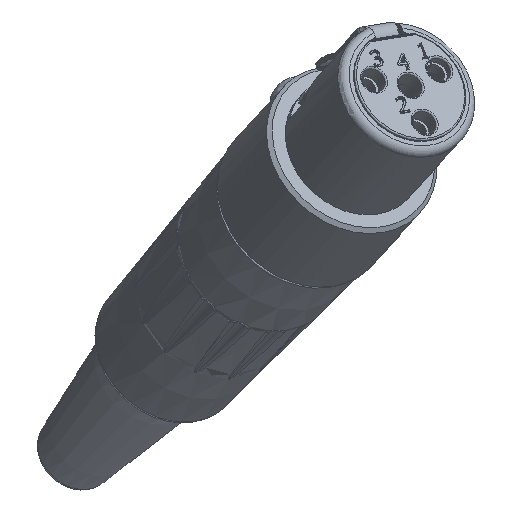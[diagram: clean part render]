
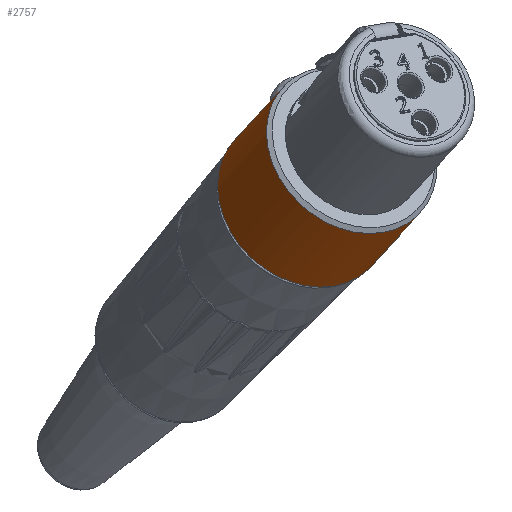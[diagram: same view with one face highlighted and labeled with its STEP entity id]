
A CAD part, isometric view. The second image highlights one B-rep face of the part: STEP entity #2757.
In plain terms, the highlighted cylindrical face has radius 5.35 mm (diameter 10.7 mm), a full revolution.
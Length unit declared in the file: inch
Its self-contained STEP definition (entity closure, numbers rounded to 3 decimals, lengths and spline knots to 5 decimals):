
#2685=CARTESIAN_POINT('',(0.02735,0.28667,0.20574));
#2686=VERTEX_POINT('',#2685);
#2687=CARTESIAN_POINT('',(0.2278,0.23344,0.169));
#2688=DIRECTION('',(0.,0.568,-0.823));
#2689=DIRECTION('',(0.952,-0.253,-0.174));
#2690=AXIS2_PLACEMENT_3D('',#2687,#2688,#2689);
#2691=CIRCLE('',#2690,0.21063);
#2692=EDGE_CURVE('',#2686,#2686,#2691,.T.);
#2697=CARTESIAN_POINT('',(0.2278,0.07131,0.40392));
#2698=DIRECTION('',(0.,0.568,-0.823));
#2699=DIRECTION('',(0.952,-0.253,-0.174));
#2700=AXIS2_PLACEMENT_3D('',#2697,#2698,#2699);
#2701=CYLINDRICAL_SURFACE('',#2700,0.21063);
#2702=CARTESIAN_POINT('',(0.02735,0.13014,0.43256));
#2703=VERTEX_POINT('',#2702);
#2704=CARTESIAN_POINT('',(0.2278,0.0769,0.39582));
#2705=DIRECTION('',(0.,-0.568,0.823));
#2706=DIRECTION('',(0.952,-0.253,-0.174));
#2707=AXIS2_PLACEMENT_3D('',#2704,#2705,#2706);
#2708=CIRCLE('',#2707,0.21063);
#2709=EDGE_CURVE('',#2703,#2703,#2708,.T.);
#2710=ORIENTED_EDGE('',*,*,#2709,.F.);
#2711=EDGE_LOOP('',(#2710));
#2712=FACE_OUTER_BOUND('',#2711,.T.);
#2713=CARTESIAN_POINT('',(0.35449,0.30198,0.36593));
#2714=VERTEX_POINT('',#2713);
#2715=CARTESIAN_POINT('',(0.35449,0.30198,0.36593));
#2716=CARTESIAN_POINT('',(0.35449,0.29703,0.37311));
#2717=CARTESIAN_POINT('',(0.35301,0.29271,0.38138));
#2718=CARTESIAN_POINT('',(0.34699,0.28661,0.39777));
#2719=CARTESIAN_POINT('',(0.34243,0.2848,0.40587));
#2720=CARTESIAN_POINT('',(0.33175,0.28323,0.41957));
#2721=CARTESIAN_POINT('',(0.32488,0.28336,0.42609));
#2722=CARTESIAN_POINT('',(0.3094,0.28532,0.43601));
#2723=CARTESIAN_POINT('',(0.30078,0.28713,0.43939));
#2724=CARTESIAN_POINT('',(0.28418,0.29154,0.44244));
#2725=CARTESIAN_POINT('',(0.27519,0.29441,0.44228));
#2726=CARTESIAN_POINT('',(0.25839,0.30102,0.43828));
#2727=CARTESIAN_POINT('',(0.25059,0.30478,0.43444));
#2728=CARTESIAN_POINT('',(0.23813,0.3125,0.42499));
#2729=CARTESIAN_POINT('',(0.23261,0.31699,0.41873));
#2730=CARTESIAN_POINT('',(0.22522,0.32665,0.4048));
#2731=CARTESIAN_POINT('',(0.22335,0.33185,0.39714));
#2732=CARTESIAN_POINT('',(0.22335,0.34176,0.38279));
#2733=CARTESIAN_POINT('',(0.22522,0.34707,0.3752));
#2734=CARTESIAN_POINT('',(0.23261,0.35667,0.36123));
#2735=CARTESIAN_POINT('',(0.23813,0.36093,0.35481));
#2736=CARTESIAN_POINT('',(0.25059,0.36703,0.34424));
#2737=CARTESIAN_POINT('',(0.25839,0.36928,0.33937));
#2738=CARTESIAN_POINT('',(0.27519,0.37068,0.33177));
#2739=CARTESIAN_POINT('',(0.28418,0.36981,0.32903));
#2740=CARTESIAN_POINT('',(0.30078,0.3654,0.32599));
#2741=CARTESIAN_POINT('',(0.3094,0.3616,0.32549));
#2742=CARTESIAN_POINT('',(0.32488,0.35163,0.32718));
#2743=CARTESIAN_POINT('',(0.33175,0.34548,0.32937));
#2744=CARTESIAN_POINT('',(0.34243,0.33323,0.33569));
#2745=CARTESIAN_POINT('',(0.34699,0.32629,0.34027));
#2746=CARTESIAN_POINT('',(0.35301,0.31313,0.35178));
#2747=CARTESIAN_POINT('',(0.35449,0.30694,0.35875));
#2748=CARTESIAN_POINT('',(0.35449,0.30198,0.36593));
#2749=B_SPLINE_CURVE_WITH_KNOTS('',3,(#2715,#2716,#2717,#2718,#2719,#2720,#2721,#2722,#2723,#2724,#2725,#2726,#2727,#2728,#2729,#2730,#2731,#2732,#2733,#2734,#2735,#2736,#2737,#2738,#2739,#2740,#2741,#2742,#2743,#2744,#2745,#2746,#2747,#2748),.UNSPECIFIED.,.T.,.U.,(4,2,2,2,2,2,2,2,2,2,2,2,2,2,2,2,4),(0.0,0.06647,0.13293,0.19937,0.26581,0.33225,0.39868,0.46515,0.53162,0.59808,0.66455,0.73099,0.79743,0.86386,0.9303,0.99677,1.06323),.UNSPECIFIED.);
#2750=EDGE_CURVE('',#2714,#2714,#2749,.T.);
#2751=ORIENTED_EDGE('',*,*,#2750,.T.);
#2752=EDGE_LOOP('',(#2751));
#2753=FACE_BOUND('',#2752,.T.);
#2754=ORIENTED_EDGE('',*,*,#2692,.F.);
#2755=EDGE_LOOP('',(#2754));
#2756=FACE_BOUND('',#2755,.T.);
#2757=ADVANCED_FACE('',(#2712,#2753,#2756),#2701,.T.);
